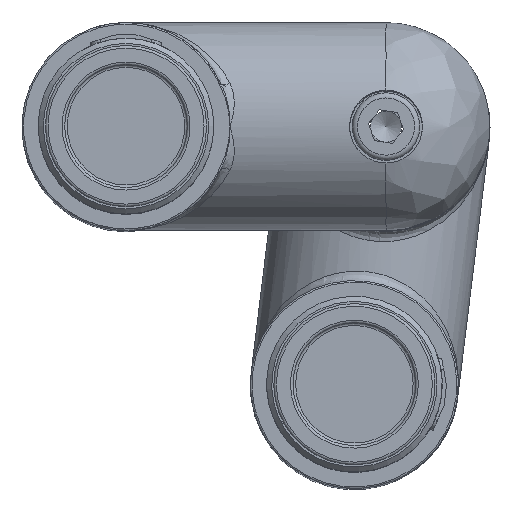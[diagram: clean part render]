
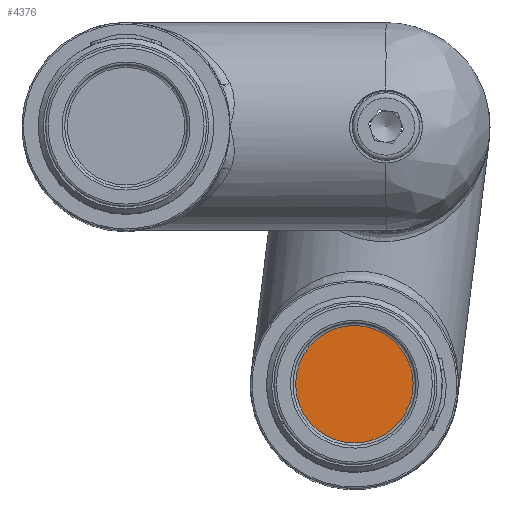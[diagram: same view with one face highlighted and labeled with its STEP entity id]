
A CAD part, top view. The second image highlights one B-rep face of the part: STEP entity #4376.
In plain terms, the highlighted planar face has unit normal (0, 0, 1).
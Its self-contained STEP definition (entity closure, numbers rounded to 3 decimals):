
#102=PLANE('',#4791);
#436=FACE_OUTER_BOUND('',#689,.T.);
#689=EDGE_LOOP('',(#3933));
#1034=CIRCLE('',#4789,11.3);
#2160=VERTEX_POINT('',#24020);
#2820=EDGE_CURVE('',#2160,#2160,#1034,.T.);
#3933=ORIENTED_EDGE('',*,*,#2820,.T.);
#4376=ADVANCED_FACE('',(#436),#102,.T.);
#4789=AXIS2_PLACEMENT_3D('',#24021,#5739,#5740);
#4791=AXIS2_PLACEMENT_3D('',#24023,#5743,#5744);
#5739=DIRECTION('center_axis',(0.,0.,
1.));
#5740=DIRECTION('ref_axis',(-0.773,0.635,0.));
#5743=DIRECTION('center_axis',(0.,0.,
1.));
#5744=DIRECTION('ref_axis',(-0.773,0.635,0.));
#24020=CARTESIAN_POINT('',(-2.439,-162.695,-3.4));
#24021=CARTESIAN_POINT('Origin',(-11.173,-155.525,-3.4));
#24023=CARTESIAN_POINT('Origin',(-11.173,-155.525,-3.4));
